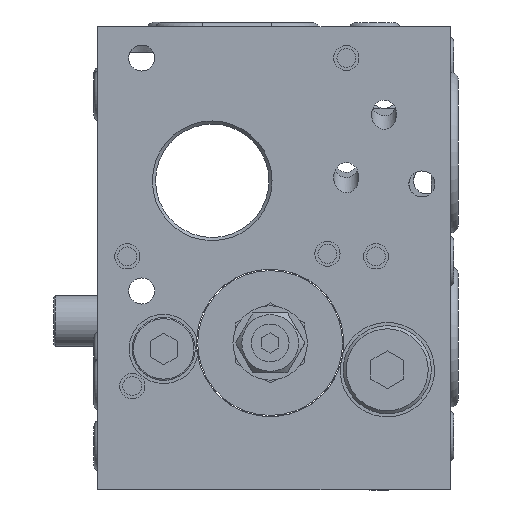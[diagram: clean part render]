
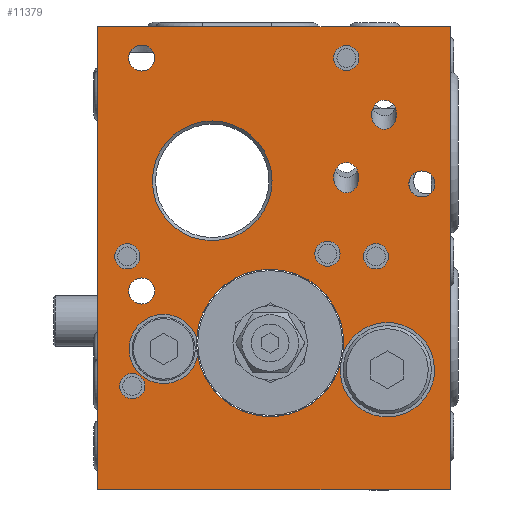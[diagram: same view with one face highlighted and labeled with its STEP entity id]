
A CAD part, front view. The second image highlights one B-rep face of the part: STEP entity #11379.
In plain terms, the highlighted planar face has unit normal (0, -1, 0).
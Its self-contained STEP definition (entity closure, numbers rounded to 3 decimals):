
#419=ELLIPSE('',#12758,2.412,2.);
#421=ELLIPSE('',#12761,2.333,2.);
#490=PLANE('',#12860);
#1002=LINE('',#19156,#1360);
#1006=LINE('',#19164,#1364);
#1009=LINE('',#19192,#1367);
#1015=LINE('',#19219,#1373);
#1360=VECTOR('',#15028,1000.);
#1364=VECTOR('',#15034,1000.);
#1367=VECTOR('',#15061,1000.);
#1373=VECTOR('',#15085,1000.);
#2000=ORIENTED_EDGE('',*,*,#4396,.T.);
#2001=ORIENTED_EDGE('',*,*,#4464,.T.);
#2002=ORIENTED_EDGE('',*,*,#4392,.T.);
#2003=ORIENTED_EDGE('',*,*,#4465,.T.);
#2004=ORIENTED_EDGE('',*,*,#4466,.T.);
#2005=ORIENTED_EDGE('',*,*,#4369,.F.);
#2006=ORIENTED_EDGE('',*,*,#4350,.F.);
#2007=ORIENTED_EDGE('',*,*,#4348,.F.);
#2008=ORIENTED_EDGE('',*,*,#4346,.T.);
#2009=ORIENTED_EDGE('',*,*,#4344,.T.);
#2010=ORIENTED_EDGE('',*,*,#4338,.T.);
#2011=ORIENTED_EDGE('',*,*,#4467,.T.);
#2012=ORIENTED_EDGE('',*,*,#4334,.T.);
#2013=ORIENTED_EDGE('',*,*,#4329,.T.);
#2014=ORIENTED_EDGE('',*,*,#4324,.T.);
#2015=ORIENTED_EDGE('',*,*,#4431,.T.);
#2016=ORIENTED_EDGE('',*,*,#4435,.T.);
#2017=ORIENTED_EDGE('',*,*,#4449,.T.);
#2018=ORIENTED_EDGE('',*,*,#4463,.T.);
#4324=EDGE_CURVE('',#5573,#5573,#6620,.T.);
#4329=EDGE_CURVE('',#5576,#5576,#6622,.T.);
#4334=EDGE_CURVE('',#5579,#5579,#6624,.T.);
#4338=EDGE_CURVE('',#5583,#5583,#6628,.T.);
#4344=EDGE_CURVE('',#5586,#5586,#6631,.T.);
#4346=EDGE_CURVE('',#5588,#5588,#6633,.T.);
#4348=EDGE_CURVE('',#5590,#5590,#419,.T.);
#4350=EDGE_CURVE('',#5592,#5592,#421,.T.);
#4369=EDGE_CURVE('',#5605,#5605,#6645,.T.);
#4392=EDGE_CURVE('',#5623,#5624,#6663,.T.);
#4396=EDGE_CURVE('',#5628,#5627,#6665,.T.);
#4431=EDGE_CURVE('',#5661,#5660,#1002,.T.);
#4435=EDGE_CURVE('',#5660,#5663,#1006,.T.);
#4449=EDGE_CURVE('',#5663,#5676,#1009,.T.);
#4463=EDGE_CURVE('',#5676,#5661,#1015,.T.);
#4464=EDGE_CURVE('',#5627,#5623,#6705,.T.);
#4465=EDGE_CURVE('',#5624,#5628,#6706,.T.);
#4466=EDGE_CURVE('',#5689,#5689,#6707,.F.);
#4467=EDGE_CURVE('',#5690,#5690,#6708,.T.);
#5573=VERTEX_POINT('',#18895);
#5576=VERTEX_POINT('',#18911);
#5579=VERTEX_POINT('',#18925);
#5583=VERTEX_POINT('',#18935);
#5586=VERTEX_POINT('',#18952);
#5588=VERTEX_POINT('',#18957);
#5590=VERTEX_POINT('',#18962);
#5592=VERTEX_POINT('',#18967);
#5605=VERTEX_POINT('',#19020);
#5623=VERTEX_POINT('',#19077);
#5624=VERTEX_POINT('',#19078);
#5627=VERTEX_POINT('',#19084);
#5628=VERTEX_POINT('',#19086);
#5660=VERTEX_POINT('',#19155);
#5661=VERTEX_POINT('',#19157);
#5663=VERTEX_POINT('',#19163);
#5676=VERTEX_POINT('',#19191);
#5689=VERTEX_POINT('',#19224);
#5690=VERTEX_POINT('',#19226);
#6620=CIRCLE('',#12733,2.067);
#6622=CIRCLE('',#12737,2.067);
#6624=CIRCLE('',#12741,2.067);
#6628=CIRCLE('',#12747,2.);
#6631=CIRCLE('',#12752,2.);
#6633=CIRCLE('',#12755,2.);
#6645=CIRCLE('',#12782,2.);
#6663=CIRCLE('',#12812,11.7);
#6665=CIRCLE('',#12814,11.7);
#6705=CIRCLE('',#12861,7.5);
#6706=CIRCLE('',#12862,5.5);
#6707=CIRCLE('',#12863,9.5);
#6708=CIRCLE('',#12864,2.);
#7599=EDGE_LOOP('',(#2000,#2001,#2002,#2003));
#7600=EDGE_LOOP('',(#2004));
#7601=EDGE_LOOP('',(#2005));
#7602=EDGE_LOOP('',(#2006));
#7603=EDGE_LOOP('',(#2007));
#7604=EDGE_LOOP('',(#2008));
#7605=EDGE_LOOP('',(#2009));
#7606=EDGE_LOOP('',(#2010));
#7607=EDGE_LOOP('',(#2011));
#7608=EDGE_LOOP('',(#2012));
#7609=EDGE_LOOP('',(#2013));
#7610=EDGE_LOOP('',(#2014));
#7611=EDGE_LOOP('',(#2015,#2016,#2017,#2018));
#9336=FACE_BOUND('',#7599,.T.);
#9337=FACE_BOUND('',#7600,.T.);
#9338=FACE_BOUND('',#7601,.T.);
#9339=FACE_BOUND('',#7602,.T.);
#9340=FACE_BOUND('',#7603,.T.);
#9341=FACE_BOUND('',#7604,.T.);
#9342=FACE_BOUND('',#7605,.T.);
#9343=FACE_BOUND('',#7606,.T.);
#9344=FACE_BOUND('',#7607,.T.);
#9345=FACE_BOUND('',#7608,.T.);
#9346=FACE_BOUND('',#7609,.T.);
#9347=FACE_BOUND('',#7610,.T.);
#9348=FACE_BOUND('',#7611,.T.);
#11379=ADVANCED_FACE('',(#9336,#9337,#9338,#9339,#9340,#9341,#9342,#9343,
#9344,#9345,#9346,#9347,#9348),#490,.T.);
#12733=AXIS2_PLACEMENT_3D('',#18894,#14790,#14791);
#12737=AXIS2_PLACEMENT_3D('',#18910,#14800,#14801);
#12741=AXIS2_PLACEMENT_3D('',#18924,#14810,#14811);
#12747=AXIS2_PLACEMENT_3D('',#18934,#14822,#14823);
#12752=AXIS2_PLACEMENT_3D('',#18951,#14834,#14835);
#12755=AXIS2_PLACEMENT_3D('',#18956,#14840,#14841);
#12758=AXIS2_PLACEMENT_3D('',#18961,#14846,#14847);
#12761=AXIS2_PLACEMENT_3D('',#18966,#14852,#14853);
#12782=AXIS2_PLACEMENT_3D('',#19019,#14898,#14899);
#12812=AXIS2_PLACEMENT_3D('',#19076,#14960,#14961);
#12814=AXIS2_PLACEMENT_3D('',#19085,#14966,#14967);
#12860=AXIS2_PLACEMENT_3D('',#19220,#15086,#15087);
#12861=AXIS2_PLACEMENT_3D('',#19221,#15088,#15089);
#12862=AXIS2_PLACEMENT_3D('',#19222,#15090,#15091);
#12863=AXIS2_PLACEMENT_3D('',#19223,#15092,#15093);
#12864=AXIS2_PLACEMENT_3D('',#19225,#15094,#15095);
#14790=DIRECTION('',(0.,1.,0.));
#14791=DIRECTION('',(0.,0.,-1.));
#14800=DIRECTION('',(0.,1.,0.));
#14801=DIRECTION('',(0.,0.,-1.));
#14810=DIRECTION('',(0.,1.,0.));
#14811=DIRECTION('',(0.,0.,-1.));
#14822=DIRECTION('',(0.,1.,0.));
#14823=DIRECTION('',(0.,0.,-1.));
#14834=DIRECTION('',(0.,1.,0.));
#14835=DIRECTION('',(0.,0.,-1.));
#14840=DIRECTION('',(0.,1.,0.));
#14841=DIRECTION('',(0.,0.,-1.));
#14846=DIRECTION('',(0.,-1.,0.));
#14847=DIRECTION('',(0.,0.,1.));
#14852=DIRECTION('',(0.,-1.,0.));
#14853=DIRECTION('',(0.,0.,1.));
#14898=DIRECTION('',(0.,-1.,0.));
#14899=DIRECTION('',(0.,0.,-1.));
#14960=DIRECTION('',(0.,1.,0.));
#14961=DIRECTION('',(0.,0.,-1.));
#14966=DIRECTION('',(0.,1.,0.));
#14967=DIRECTION('',(0.,0.,-1.));
#15028=DIRECTION('',(0.,0.,-1.));
#15034=DIRECTION('',(1.,0.,0.));
#15061=DIRECTION('',(0.,0.,1.));
#15085=DIRECTION('',(-1.,0.,0.));
#15086=DIRECTION('',(0.,-1.,0.));
#15087=DIRECTION('',(0.,0.,-1.));
#15088=DIRECTION('',(0.,1.,0.));
#15089=DIRECTION('',(0.,0.,-1.));
#15090=DIRECTION('',(0.,1.,0.));
#15091=DIRECTION('',(0.,0.,-1.));
#15092=DIRECTION('',(0.,-1.,0.));
#15093=DIRECTION('',(0.,0.,-1.));
#15094=DIRECTION('',(0.,1.,0.));
#15095=DIRECTION('',(0.,0.,-1.));
#18894=CARTESIAN_POINT('',(-21.,-68.,31.8));
#18895=CARTESIAN_POINT('',(-21.,-68.,29.733));
#18910=CARTESIAN_POINT('',(23.5,-68.,11.8));
#18911=CARTESIAN_POINT('',(23.5,-68.,9.733));
#18924=CARTESIAN_POINT('',(-21.,-68.,-5.2));
#18925=CARTESIAN_POINT('',(-21.,-68.,-7.267));
#18934=CARTESIAN_POINT('',(11.5,-68.,31.8));
#18935=CARTESIAN_POINT('',(11.5,-68.,29.8));
#18951=CARTESIAN_POINT('',(8.5,-68.,0.7));
#18952=CARTESIAN_POINT('',(8.5,-68.,-1.3));
#18956=CARTESIAN_POINT('',(-22.5,-68.,-20.3));
#18957=CARTESIAN_POINT('',(-22.5,-68.,-22.3));
#18961=CARTESIAN_POINT('',(11.5,-68.,12.8));
#18962=CARTESIAN_POINT('',(11.5,-68.,15.212));
#18966=CARTESIAN_POINT('',(17.5,-68.,22.8));
#18967=CARTESIAN_POINT('',(17.5,-68.,25.133));
#19019=CARTESIAN_POINT('',(16.2,-68.,0.3));
#19020=CARTESIAN_POINT('',(16.2,-68.,-1.7));
#19076=CARTESIAN_POINT('',(-0.6,-68.,-13.45));
#19077=CARTESIAN_POINT('',(10.527,-68.,-17.067));
#19078=CARTESIAN_POINT('',(-12.115,-68.,-15.52));
#19084=CARTESIAN_POINT('',(10.994,-68.,-15.024));
#19085=CARTESIAN_POINT('',(-0.6,-68.,-13.45));
#19086=CARTESIAN_POINT('',(-12.275,-68.,-12.683));
#19155=CARTESIAN_POINT('',(-28.,-68.,-36.8));
#19156=CARTESIAN_POINT('',(-28.,-68.,36.8));
#19157=CARTESIAN_POINT('',(-28.,-68.,36.8));
#19163=CARTESIAN_POINT('',(28.,-68.,-36.8));
#19164=CARTESIAN_POINT('',(-28.,-68.,-36.8));
#19191=CARTESIAN_POINT('',(28.,-68.,36.8));
#19192=CARTESIAN_POINT('',(28.,-68.,-36.8));
#19219=CARTESIAN_POINT('',(28.,-68.,36.8));
#19220=CARTESIAN_POINT('',(0.,-68.,0.));
#19221=CARTESIAN_POINT('',(18.,-68.,-17.7));
#19222=CARTESIAN_POINT('',(-17.5,-68.,-14.4));
#19223=CARTESIAN_POINT('',(-9.8,-68.,12.3));
#19224=CARTESIAN_POINT('',(-9.8,-68.,2.8));
#19225=CARTESIAN_POINT('',(-23.3,-68.,0.3));
#19226=CARTESIAN_POINT('',(-23.3,-68.,-1.7));
